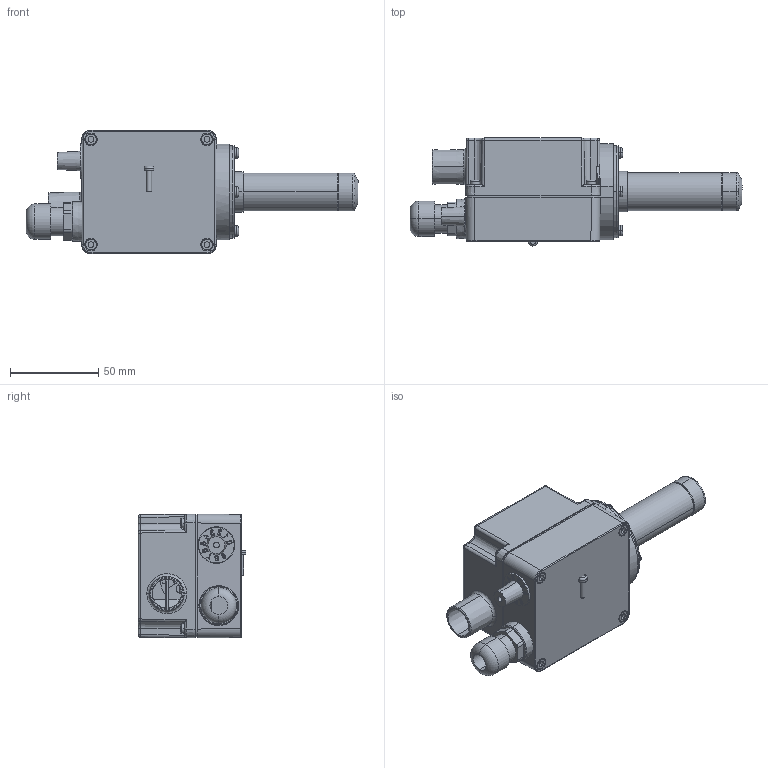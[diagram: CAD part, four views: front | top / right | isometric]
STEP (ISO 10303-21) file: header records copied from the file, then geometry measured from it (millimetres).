
FILE_DESCRIPTION (( 'STEP AP203' ), '1' );
FILE_NAME ('LE S 21 komplett.STEP', '2008-04-04T07:33:08', ( 'HERZ' ), ( '' ), 'SwSTEP 2.0', 'SolidWorks 2004231', '' );
FILE_SCHEMA (( 'CONFIG_CONTROL_DESIGN' ));
Products named in the file (22): Flansch Rohradapter LE700_Standard; LE S 21 komplett; Einspritzbuche M3_Standard; Deckel_Standard; Samikanitrohr LE700_Standard; Rohr Rohradapter LE700_Standard; Klixon_Standard; Kabelverschraubung_Standard; Schraube Rohradapter_Standard; Skala Poti_Standard; Elektronik_Standard; Klemmblock_Standard; Unterteil_Standard; Einpressbuchse M4_Standard; Einpressbuche Schützinger_Standard; Dichtring_Standard; Rohradapter komplett LE700_Standard; Kappe mit Strahlblech Rohradapter LE700_Standard; Strahlblech Rohradapter LE700_Standard; Kappe Rohradapter LE700_Standard; Schraube PT Klemmblock_Standard; Schraube PT Deckel_Standard
Assembly tree (35 placements, depth 4):
  LE S 21 komplett
    Schraube PT Deckel_Standard  x5
    Einpressbuchse M4_Standard  x4
    Elektronik_Standard
    Schraube PT Klemmblock_Standard
    Klemmblock_Standard
    Klixon_Standard
    Unterteil_Standard
    Einspritzbuche M3_Standard  x4
    Einpressbuche Schützinger_Standard  x2
    Dichtring_Standard
    Rohradapter komplett LE700_Standard
      Flansch Rohradapter LE700_Standard
      Kappe mit Strahlblech Rohradapter LE700_Standard
        Kappe Rohradapter LE700_Standard
        Strahlblech Rohradapter LE700_Standard
      Samikanitrohr LE700_Standard
      Rohr Rohradapter LE700_Standard
    Kabelverschraubung_Standard
    Schraube Rohradapter_Standard  x4
    Skala Poti_Standard
    Deckel_Standard
Bounding box: 187.6 x 61 x 69.93 mm (x, y, z)
Volume: 154739.6 mm3; surface area: 123640.7 mm2
Topology: 38 solids, 38 shells, 1751 faces, 4206 edges, 2668 vertices
Faces by surface type: plane 690, cylinder 668, bspline 135, cone 134, torus 104, sphere 20
Entity records: 64746 total; most frequent: CARTESIAN_POINT 25749, DIRECTION 7569, ORIENTED_EDGE 7518, EDGE_CURVE 3759, AXIS2_PLACEMENT_3D 2766, VERTEX_POINT 2401, LINE 2037, VECTOR 2037
